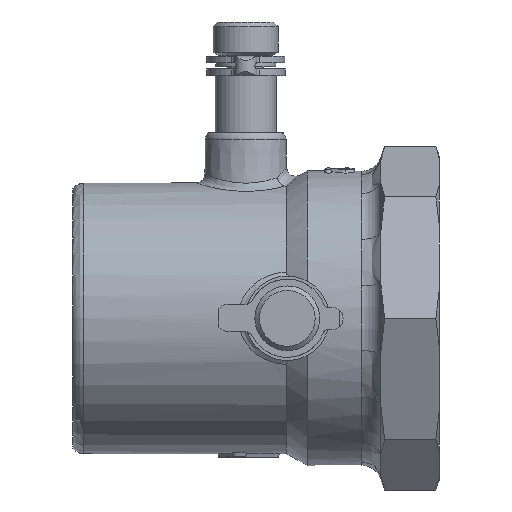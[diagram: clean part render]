
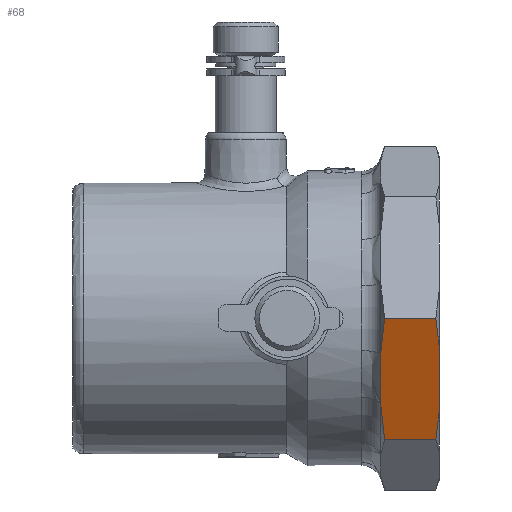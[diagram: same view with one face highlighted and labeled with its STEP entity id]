
A CAD part, left-side view. The second image highlights one B-rep face of the part: STEP entity #68.
In plain terms, the highlighted planar face has unit normal (-0.924, 0, -0.383).
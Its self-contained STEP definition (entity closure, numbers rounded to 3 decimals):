
#68 = ADVANCED_FACE( '', ( #265 ), #266, .F. );
#265 = FACE_OUTER_BOUND( '', #2092, .T. );
#266 = PLANE( '', #2093 );
#2092 = EDGE_LOOP( '', ( #6560, #6561, #6562, #6563, #6564, #6565, #6566, #6567 ) );
#2093 = AXIS2_PLACEMENT_3D( '', #6568, #6569, #6570 );
#6560 = ORIENTED_EDGE( '', *, *, #7651, .F. );
#6561 = ORIENTED_EDGE( '', *, *, #7652, .F. );
#6562 = ORIENTED_EDGE( '', *, *, #7653, .T. );
#6563 = ORIENTED_EDGE( '', *, *, #7654, .F. );
#6564 = ORIENTED_EDGE( '', *, *, #7655, .F. );
#6565 = ORIENTED_EDGE( '', *, *, #7656, .F. );
#6566 = ORIENTED_EDGE( '', *, *, #7657, .F. );
#6567 = ORIENTED_EDGE( '', *, *, #7658, .F. );
#6568 = CARTESIAN_POINT( '', ( -38.425, -60., 0. ) );
#6569 = DIRECTION( '', ( 0.924, 0., 0.383 ) );
#6570 = DIRECTION( '', ( 0.383, 0., -0.924 ) );
#7651 = EDGE_CURVE( '', #8137, #8138, #8139, .T. );
#7652 = EDGE_CURVE( '', #8140, #8137, #8141, .T. );
#7653 = EDGE_CURVE( '', #8140, #8142, #8143, .T. );
#7654 = EDGE_CURVE( '', #8144, #8142, #8145, .T. );
#7655 = EDGE_CURVE( '', #8146, #8144, #8147, .T. );
#7656 = EDGE_CURVE( '', #8148, #8146, #8149, .T. );
#7657 = EDGE_CURVE( '', #8150, #8148, #8151, .T. );
#7658 = EDGE_CURVE( '', #8138, #8150, #8152, .T. );
#8137 = VERTEX_POINT( '', #10624 );
#8138 = VERTEX_POINT( '', #10625 );
#8139 = LINE( '', #10626, #10627 );
#8140 = VERTEX_POINT( '', #10628 );
#8141 = B_SPLINE_CURVE_WITH_KNOTS( '', 3, ( #10629, #10630, #10631, #10632 ), .UNSPECIFIED., .F., .F., ( 4, 4 ), ( 0., 0.007 ), .UNSPECIFIED. );
#8142 = VERTEX_POINT( '', #10633 );
#8143 = LINE( '', #10634, #10635 );
#8144 = VERTEX_POINT( '', #10636 );
#8145 = B_SPLINE_CURVE_WITH_KNOTS( '', 3, ( #10637, #10638, #10639, #10640, #10641, #10642, #10643, #10644, #10645, #10646 ), .UNSPECIFIED., .F., .F., ( 4, 2, 2, 2, 4 ), ( 0.021, 0.023, 0.025, 0.027, 0.029 ), .UNSPECIFIED. );
#8146 = VERTEX_POINT( '', #10647 );
#8147 = B_SPLINE_CURVE_WITH_KNOTS( '', 3, ( #10648, #10649, #10650, #10651, #10652, #10653, #10654, #10655, #10656, #10657, #10658 ), .UNSPECIFIED., .F., .F., ( 4, 2, 1, 1, 1, 2, 4 ), ( 0.009, 0.012, 0.013, 0.015, 0.016, 0.018, 0.021 ), .UNSPECIFIED. );
#8148 = VERTEX_POINT( '', #10659 );
#8149 = B_SPLINE_CURVE_WITH_KNOTS( '', 3, ( #10660, #10661, #10662, #10663, #10664, #10665, #10666, #10667, #10668, #10669 ), .UNSPECIFIED., .F., .F., ( 4, 2, 2, 2, 4 ), ( 0., 0.002, 0.004, 0.006, 0.009 ), .UNSPECIFIED. );
#8150 = VERTEX_POINT( '', #10670 );
#8151 = LINE( '', #10671, #10672 );
#8152 = B_SPLINE_CURVE_WITH_KNOTS( '', 3, ( #10673, #10674, #10675, #10676 ), .UNSPECIFIED., .F., .F., ( 4, 4 ), ( 0.023, 0.029 ), .UNSPECIFIED. );
#10624 = CARTESIAN_POINT( '', ( -35.83, -34., -6.264 ) );
#10625 = CARTESIAN_POINT( '', ( -29.765, -34., -20.907 ) );
#10626 = CARTESIAN_POINT( '', ( -38.425, -34., 0. ) );
#10627 = VECTOR( '', #12476, 1000. );
#10628 = CARTESIAN_POINT( '', ( -38.425, -33.253, 0. ) );
#10629 = CARTESIAN_POINT( '', ( -38.425, -33.253, 0. ) );
#10630 = CARTESIAN_POINT( '', ( -37.56, -33.568, -2.088 ) );
#10631 = CARTESIAN_POINT( '', ( -36.695, -33.821, -4.176 ) );
#10632 = CARTESIAN_POINT( '', ( -35.83, -34., -6.264 ) );
#10633 = CARTESIAN_POINT( '', ( -38.425, -21.775, 0. ) );
#10634 = CARTESIAN_POINT( '', ( -38.425, -60., 0. ) );
#10635 = VECTOR( '', #12477, 1000. );
#10636 = CARTESIAN_POINT( '', ( -35.147, -20.902, -7.915 ) );
#10637 = CARTESIAN_POINT( '', ( -35.147, -20.902, -7.915 ) );
#10638 = CARTESIAN_POINT( '', ( -35.42, -20.946, -7.255 ) );
#10639 = CARTESIAN_POINT( '', ( -35.693, -20.998, -6.595 ) );
#10640 = CARTESIAN_POINT( '', ( -36.239, -21.116, -5.276 ) );
#10641 = CARTESIAN_POINT( '', ( -36.513, -21.182, -4.617 ) );
#10642 = CARTESIAN_POINT( '', ( -37.059, -21.328, -3.298 ) );
#10643 = CARTESIAN_POINT( '', ( -37.332, -21.408, -2.638 ) );
#10644 = CARTESIAN_POINT( '', ( -37.879, -21.582, -1.319 ) );
#10645 = CARTESIAN_POINT( '', ( -38.152, -21.675, -0.66 ) );
#10646 = CARTESIAN_POINT( '', ( -38.425, -21.775, 0. ) );
#10647 = CARTESIAN_POINT( '', ( -30.449, -20.902, -19.256 ) );
#10648 = CARTESIAN_POINT( '', ( -30.449, -20.902, -19.256 ) );
#10649 = CARTESIAN_POINT( '', ( -30.84, -20.838, -18.311 ) );
#10650 = CARTESIAN_POINT( '', ( -31.232, -20.79, -17.366 ) );
#10651 = CARTESIAN_POINT( '', ( -31.819, -20.742, -15.948 ) );
#10652 = CARTESIAN_POINT( '', ( -32.211, -20.718, -15.003 ) );
#10653 = CARTESIAN_POINT( '', ( -32.798, -20.706, -13.585 ) );
#10654 = CARTESIAN_POINT( '', ( -33.385, -20.718, -12.168 ) );
#10655 = CARTESIAN_POINT( '', ( -33.776, -20.742, -11.222 ) );
#10656 = CARTESIAN_POINT( '', ( -34.364, -20.79, -9.805 ) );
#10657 = CARTESIAN_POINT( '', ( -34.755, -20.838, -8.86 ) );
#10658 = CARTESIAN_POINT( '', ( -35.147, -20.902, -7.915 ) );
#10659 = CARTESIAN_POINT( '', ( -27.171, -21.775, -27.171 ) );
#10660 = CARTESIAN_POINT( '', ( -27.171, -21.775, -27.171 ) );
#10661 = CARTESIAN_POINT( '', ( -27.444, -21.675, -26.511 ) );
#10662 = CARTESIAN_POINT( '', ( -27.717, -21.582, -25.851 ) );
#10663 = CARTESIAN_POINT( '', ( -28.263, -21.408, -24.532 ) );
#10664 = CARTESIAN_POINT( '', ( -28.536, -21.328, -23.873 ) );
#10665 = CARTESIAN_POINT( '', ( -29.083, -21.182, -22.554 ) );
#10666 = CARTESIAN_POINT( '', ( -29.356, -21.116, -21.894 ) );
#10667 = CARTESIAN_POINT( '', ( -29.902, -20.998, -20.575 ) );
#10668 = CARTESIAN_POINT( '', ( -30.176, -20.946, -19.915 ) );
#10669 = CARTESIAN_POINT( '', ( -30.449, -20.902, -19.256 ) );
#10670 = CARTESIAN_POINT( '', ( -27.171, -33.253, -27.171 ) );
#10671 = CARTESIAN_POINT( '', ( -27.171, -60., -27.171 ) );
#10672 = VECTOR( '', #12478, 1000. );
#10673 = CARTESIAN_POINT( '', ( -29.765, -34., -20.907 ) );
#10674 = CARTESIAN_POINT( '', ( -28.9, -33.821, -22.995 ) );
#10675 = CARTESIAN_POINT( '', ( -28.035, -33.568, -25.083 ) );
#10676 = CARTESIAN_POINT( '', ( -27.171, -33.253, -27.171 ) );
#12476 = DIRECTION( '', ( 0.383, 0., -0.924 ) );
#12477 = DIRECTION( '', ( 0., 1., 0. ) );
#12478 = DIRECTION( '', ( 0., 1., 0. ) );
